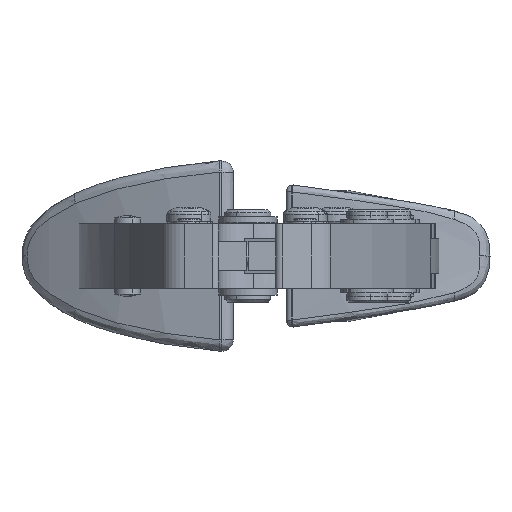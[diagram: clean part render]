
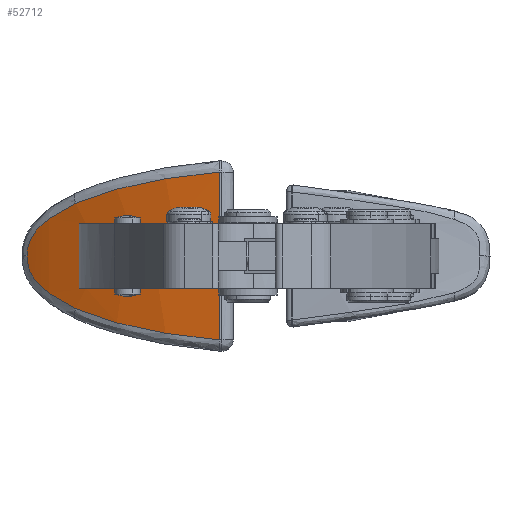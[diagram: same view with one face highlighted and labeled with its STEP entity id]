
A CAD part, left-side view. The second image highlights one B-rep face of the part: STEP entity #52712.
In plain terms, the highlighted cylindrical face has radius 95 mm (diameter 190 mm), a partial arc.
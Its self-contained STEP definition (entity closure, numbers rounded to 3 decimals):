
#52694=AXIS2_PLACEMENT_3D('Cylinder Axis2P3D',#52691,#52692,#52693) ;
#52698=AXIS2_PLACEMENT_3D('Circle Axis2P3D',#52696,#52697,$) ;
#1314=CARTESIAN_POINT('Vertex',(68.129,46.915,31.049)) ;
#1317=CARTESIAN_POINT('Line Origine',(68.129,46.915,26.58)) ;
#1321=CARTESIAN_POINT('Vertex',(68.129,46.915,22.11)) ;
#1348=CARTESIAN_POINT('Vertex',(76.282,70.017,10.91)) ;
#1397=CARTESIAN_POINT('Vertex',(76.282,70.017,22.11)) ;
#1400=CARTESIAN_POINT('Line Origine',(76.282,70.017,21.11)) ;
#5890=CARTESIAN_POINT('Control Point',(68.129,46.915,10.91)) ;
#5891=CARTESIAN_POINT('Control Point',(69.153,51.721,10.91)) ;
#5892=CARTESIAN_POINT('Control Point',(70.488,56.46,10.91)) ;
#5893=CARTESIAN_POINT('Control Point',(72.127,61.106,10.91)) ;
#5894=CARTESIAN_POINT('Control Point',(74.063,65.634,10.91)) ;
#5895=CARTESIAN_POINT('Control Point',(76.282,70.017,10.91)) ;
#5896=CARTESIAN_POINT('Vertex',(68.129,46.915,10.91)) ;
#12479=CARTESIAN_POINT('Vertex',(77.196,71.779,25.626)) ;
#12483=CARTESIAN_POINT('Control Point',(68.129,46.915,31.049)) ;
#12484=CARTESIAN_POINT('Control Point',(68.545,48.87,30.873)) ;
#12485=CARTESIAN_POINT('Control Point',(69.01,50.798,30.668)) ;
#12486=CARTESIAN_POINT('Control Point',(69.519,52.693,30.434)) ;
#12487=CARTESIAN_POINT('Control Point',(70.366,55.547,30.025)) ;
#12488=CARTESIAN_POINT('Control Point',(71.3,58.304,29.537)) ;
#12489=CARTESIAN_POINT('Control Point',(71.635,59.253,29.357)) ;
#12490=CARTESIAN_POINT('Control Point',(72.514,61.637,28.872)) ;
#12491=CARTESIAN_POINT('Control Point',(73.445,63.926,28.32)) ;
#12492=CARTESIAN_POINT('Control Point',(74.027,65.278,27.959)) ;
#12493=CARTESIAN_POINT('Control Point',(75.028,67.489,27.306)) ;
#12494=CARTESIAN_POINT('Control Point',(76.027,69.526,26.581)) ;
#12495=CARTESIAN_POINT('Control Point',(76.432,70.326,26.272)) ;
#12496=CARTESIAN_POINT('Control Point',(76.827,71.086,25.952)) ;
#12497=CARTESIAN_POINT('Control Point',(77.196,71.779,25.626)) ;
#16717=CARTESIAN_POINT('Vertex',(68.129,46.915,1.97)) ;
#17338=CARTESIAN_POINT('Vertex',(77.196,71.779,7.394)) ;
#17342=CARTESIAN_POINT('Control Point',(77.196,71.779,7.394)) ;
#17343=CARTESIAN_POINT('Control Point',(77.878,73.058,7.996)) ;
#17344=CARTESIAN_POINT('Control Point',(78.547,74.256,8.624)) ;
#17345=CARTESIAN_POINT('Control Point',(79.192,75.361,9.281)) ;
#17346=CARTESIAN_POINT('Control Point',(79.989,76.678,10.196)) ;
#17347=CARTESIAN_POINT('Control Point',(80.66,77.749,11.162)) ;
#17348=CARTESIAN_POINT('Control Point',(80.819,78.001,11.407)) ;
#17349=CARTESIAN_POINT('Control Point',(81.462,79.009,12.468)) ;
#17350=CARTESIAN_POINT('Control Point',(81.922,79.703,13.585)) ;
#17351=CARTESIAN_POINT('Control Point',(82.151,80.042,14.461)) ;
#17352=CARTESIAN_POINT('Control Point',(82.274,80.224,15.435)) ;
#17353=CARTESIAN_POINT('Control Point',(82.272,80.221,16.51)) ;
#17354=CARTESIAN_POINT('Vertex',(82.272,80.221,16.51)) ;
#35602=CARTESIAN_POINT('Control Point',(68.129,46.915,1.97)) ;
#35603=CARTESIAN_POINT('Control Point',(68.545,48.87,2.146)) ;
#35604=CARTESIAN_POINT('Control Point',(69.01,50.798,2.351)) ;
#35605=CARTESIAN_POINT('Control Point',(69.519,52.693,2.585)) ;
#35606=CARTESIAN_POINT('Control Point',(70.366,55.547,2.994)) ;
#35607=CARTESIAN_POINT('Control Point',(71.3,58.304,3.482)) ;
#35608=CARTESIAN_POINT('Control Point',(71.635,59.253,3.663)) ;
#35609=CARTESIAN_POINT('Control Point',(72.514,61.637,4.147)) ;
#35610=CARTESIAN_POINT('Control Point',(73.445,63.926,4.699)) ;
#35611=CARTESIAN_POINT('Control Point',(74.027,65.278,5.06)) ;
#35612=CARTESIAN_POINT('Control Point',(75.028,67.489,5.714)) ;
#35613=CARTESIAN_POINT('Control Point',(76.027,69.526,6.439)) ;
#35614=CARTESIAN_POINT('Control Point',(76.432,70.326,6.747)) ;
#35615=CARTESIAN_POINT('Control Point',(76.827,71.086,7.068)) ;
#35616=CARTESIAN_POINT('Control Point',(77.196,71.779,7.394)) ;
#37650=CARTESIAN_POINT('Control Point',(77.196,71.779,25.626)) ;
#37651=CARTESIAN_POINT('Control Point',(77.799,72.909,25.094)) ;
#37652=CARTESIAN_POINT('Control Point',(78.391,73.976,24.541)) ;
#37653=CARTESIAN_POINT('Control Point',(78.966,74.972,23.967)) ;
#37654=CARTESIAN_POINT('Control Point',(79.79,76.354,23.057)) ;
#37655=CARTESIAN_POINT('Control Point',(80.502,77.499,22.096)) ;
#37656=CARTESIAN_POINT('Control Point',(80.73,77.862,21.759)) ;
#37657=CARTESIAN_POINT('Control Point',(81.437,78.972,20.615)) ;
#37658=CARTESIAN_POINT('Control Point',(81.93,79.714,19.405)) ;
#37659=CARTESIAN_POINT('Control Point',(82.154,80.046,18.535)) ;
#37660=CARTESIAN_POINT('Control Point',(82.274,80.224,17.573)) ;
#37661=CARTESIAN_POINT('Control Point',(82.272,80.221,16.51)) ;
#44311=CARTESIAN_POINT('Line Origine',(68.129,46.915,6.44)) ;
#52691=CARTESIAN_POINT('Axis2P3D Location',(161.043,27.115,16.51)) ;
#52696=CARTESIAN_POINT('Axis2P3D Location',(161.043,27.115,22.11)) ;
#1318=DIRECTION('Vector Direction',(0.,0.,1.)) ;
#1401=DIRECTION('Vector Direction',(0.,0.,-1.)) ;
#44312=DIRECTION('Vector Direction',(0.,0.,1.)) ;
#52692=DIRECTION('Axis2P3D Direction',(0.,0.,1.)) ;
#52693=DIRECTION('Axis2P3D XDirection',(-0.769,0.64,0.)) ;
#52697=DIRECTION('Axis2P3D Direction',(0.,0.,1.)) ;
#1319=VECTOR('Line Direction',#1318,1.) ;
#1402=VECTOR('Line Direction',#1401,1.) ;
#44313=VECTOR('Line Direction',#44312,1.) ;
#52702=ORIENTED_EDGE('',*,*,#1323,.T.) ;
#52703=ORIENTED_EDGE('',*,*,#12498,.F.) ;
#52704=ORIENTED_EDGE('',*,*,#37662,.F.) ;
#52705=ORIENTED_EDGE('',*,*,#17356,.F.) ;
#52706=ORIENTED_EDGE('',*,*,#35617,.F.) ;
#52707=ORIENTED_EDGE('',*,*,#44315,.T.) ;
#52708=ORIENTED_EDGE('',*,*,#5898,.T.) ;
#52709=ORIENTED_EDGE('',*,*,#1404,.F.) ;
#52710=ORIENTED_EDGE('',*,*,#52700,.F.) ;
#52712=ADVANCED_FACE('Hauptk\X2\00F6\X0\rper',(#52711),#52695,.T.) ;
#5889=B_SPLINE_CURVE_WITH_KNOTS('',5,(#5890,#5891,#5892,#5893,#5894,#5895),.UNSPECIFIED.,.F.,.U.,(6,6),(0.,34.767),.UNSPECIFIED.) ;
#12482=B_SPLINE_CURVE_WITH_KNOTS('',5,(#12483,#12484,#12485,#12486,#12487,#12488,#12489,#12490,#12491,#12492,#12493,#12494,#12495,#12496,#12497),.UNSPECIFIED.,.F.,.U.,(6,3,3,3,6),(93.928,103.23,108.205,115.926,121.296),.UNSPECIFIED.) ;
#17341=B_SPLINE_CURVE_WITH_KNOTS('',5,(#17342,#17343,#17344,#17345,#17346,#17347,#17348,#17349,#17350,#17351,#17352,#17353),.UNSPECIFIED.,.F.,.U.,(6,3,3,6),(105.64,112.154,114.317,121.463),.UNSPECIFIED.) ;
#35601=B_SPLINE_CURVE_WITH_KNOTS('',5,(#35602,#35603,#35604,#35605,#35606,#35607,#35608,#35609,#35610,#35611,#35612,#35613,#35614,#35615,#35616),.UNSPECIFIED.,.F.,.U.,(6,3,3,3,6),(93.928,103.23,108.205,115.926,121.296),.UNSPECIFIED.) ;
#37649=B_SPLINE_CURVE_WITH_KNOTS('',5,(#37650,#37651,#37652,#37653,#37654,#37655,#37656,#37657,#37658,#37659,#37660,#37661),.UNSPECIFIED.,.F.,.U.,(6,3,3,6),(105.635,111.388,114.386,121.454),.UNSPECIFIED.) ;
#52699=CIRCLE('generated circle',#52698,95.) ;
#52695=CYLINDRICAL_SURFACE('generated cylinder',#52694,95.) ;
#1323=EDGE_CURVE('',#1322,#1315,#1320,.T.) ;
#1404=EDGE_CURVE('',#1398,#1349,#1403,.T.) ;
#5898=EDGE_CURVE('',#5897,#1349,#5889,.T.) ;
#12498=EDGE_CURVE('',#12480,#1315,#12482,.F.) ;
#17356=EDGE_CURVE('',#17339,#17355,#17341,.T.) ;
#35617=EDGE_CURVE('',#16718,#17339,#35601,.T.) ;
#37662=EDGE_CURVE('',#17355,#12480,#37649,.F.) ;
#44315=EDGE_CURVE('',#16718,#5897,#44314,.T.) ;
#52700=EDGE_CURVE('',#1322,#1398,#52699,.F.) ;
#52701=EDGE_LOOP('',(#52702,#52703,#52704,#52705,#52706,#52707,#52708,#52709,#52710)) ;
#52711=FACE_OUTER_BOUND('',#52701,.T.) ;
#1320=LINE('Line',#1317,#1319) ;
#1403=LINE('Line',#1400,#1402) ;
#44314=LINE('Line',#44311,#44313) ;
#1315=VERTEX_POINT('',#1314) ;
#1322=VERTEX_POINT('',#1321) ;
#1349=VERTEX_POINT('',#1348) ;
#1398=VERTEX_POINT('',#1397) ;
#5897=VERTEX_POINT('',#5896) ;
#12480=VERTEX_POINT('',#12479) ;
#16718=VERTEX_POINT('',#16717) ;
#17339=VERTEX_POINT('',#17338) ;
#17355=VERTEX_POINT('',#17354) ;
